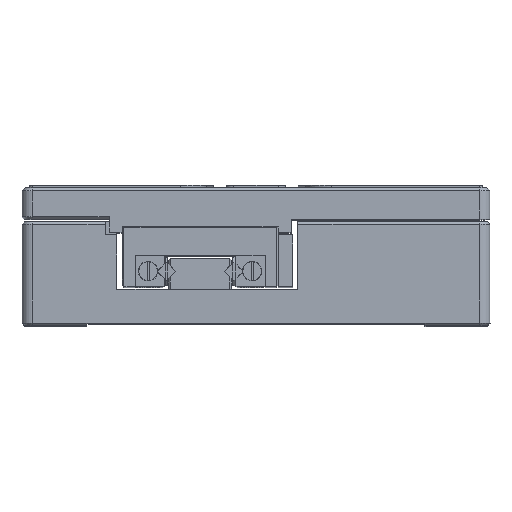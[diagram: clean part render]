
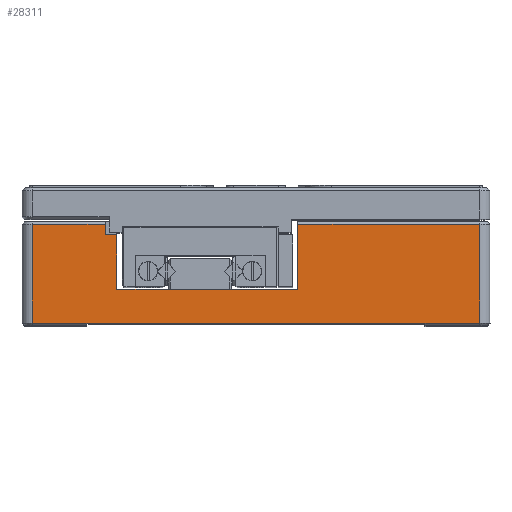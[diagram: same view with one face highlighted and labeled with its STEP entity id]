
A CAD part, top view. The second image highlights one B-rep face of the part: STEP entity #28311.
In plain terms, the highlighted planar face has unit normal (0, 0, 1).
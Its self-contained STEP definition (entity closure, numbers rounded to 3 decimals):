
#1756 = ORIENTED_EDGE ( 'NONE', *, *, #35261, .T. ) ;
#1765 = DIRECTION ( 'NONE',  ( -1., 0., 0. ) ) ;
#2307 = EDGE_CURVE ( 'NONE', #24875, #19772, #19514, .T. ) ;
#2358 = EDGE_CURVE ( 'NONE', #16629, #17536, #23925, .T. ) ;
#3058 = VECTOR ( 'NONE', #14890, 1000. ) ;
#3091 = CARTESIAN_POINT ( 'NONE',  ( 0., -19.5, 45. ) ) ;
#3762 = DIRECTION ( 'NONE',  ( -1., 0., 0. ) ) ;
#3933 = CARTESIAN_POINT ( 'NONE',  ( 43., 0., 45. ) ) ;
#4379 = CARTESIAN_POINT ( 'NONE',  ( 8.05, -13., 45. ) ) ;
#4411 = VECTOR ( 'NONE', #7037, 1000. ) ;
#4914 = VERTEX_POINT ( 'NONE', #17339 ) ;
#5324 = DIRECTION ( 'NONE',  ( 0., 1., 0. ) ) ;
#5564 = CARTESIAN_POINT ( 'NONE',  ( -45., -19.5, 45. ) ) ;
#6200 = DIRECTION ( 'NONE',  ( -1., 0., 0. ) ) ;
#7023 = CARTESIAN_POINT ( 'NONE',  ( -43., 0., 45. ) ) ;
#7037 = DIRECTION ( 'NONE',  ( 0., 1., 0. ) ) ;
#7575 = LINE ( 'NONE', #21148, #38564 ) ;
#7752 = ORIENTED_EDGE ( 'NONE', *, *, #36384, .T. ) ;
#7910 = VERTEX_POINT ( 'NONE', #8457 ) ;
#8358 = ORIENTED_EDGE ( 'NONE', *, *, #12357, .F. ) ;
#8457 = CARTESIAN_POINT ( 'NONE',  ( 43., -19.5, 45. ) ) ;
#8911 = ORIENTED_EDGE ( 'NONE', *, *, #38842, .T. ) ;
#9244 = CARTESIAN_POINT ( 'NONE',  ( -45., -19.5, 45. ) ) ;
#9336 = ORIENTED_EDGE ( 'NONE', *, *, #20270, .T. ) ;
#9575 = ORIENTED_EDGE ( 'NONE', *, *, #19278, .T. ) ;
#9845 = CARTESIAN_POINT ( 'NONE',  ( -45., -13., 45. ) ) ;
#10347 = VECTOR ( 'NONE', #20462, 1000. ) ;
#12357 = EDGE_CURVE ( 'NONE', #32455, #18099, #18139, .T. ) ;
#12545 = VECTOR ( 'NONE', #1765, 1000. ) ;
#12585 = VERTEX_POINT ( 'NONE', #16719 ) ;
#13915 = VECTOR ( 'NONE', #25607, 1000. ) ;
#14269 = CARTESIAN_POINT ( 'NONE',  ( -45., -0.5, 45. ) ) ;
#14524 = CARTESIAN_POINT ( 'NONE',  ( -45., -0.5, 45. ) ) ;
#14890 = DIRECTION ( 'NONE',  ( 1., 0., 0. ) ) ;
#15382 = CARTESIAN_POINT ( 'NONE',  ( -45., 0., 45. ) ) ;
#15661 = VECTOR ( 'NONE', #5324, 1000. ) ;
#15870 = LINE ( 'NONE', #7023, #13915 ) ;
#16629 = VERTEX_POINT ( 'NONE', #22698 ) ;
#16719 = CARTESIAN_POINT ( 'NONE',  ( 43., -0.5, 45. ) ) ;
#16952 = VECTOR ( 'NONE', #3762, 1000. ) ;
#17158 = VECTOR ( 'NONE', #6200, 1000. ) ;
#17339 = CARTESIAN_POINT ( 'NONE',  ( -43., -0.5, 45. ) ) ;
#17363 = CARTESIAN_POINT ( 'NONE',  ( 8.05, 0., 45. ) ) ;
#17536 = VERTEX_POINT ( 'NONE', #35939 ) ;
#17803 = ORIENTED_EDGE ( 'NONE', *, *, #23648, .T. ) ;
#18099 = VERTEX_POINT ( 'NONE', #29942 ) ;
#18139 = LINE ( 'NONE', #3091, #17158 ) ;
#18480 = DIRECTION ( 'NONE',  ( 1., 0., 0. ) ) ;
#18645 = CARTESIAN_POINT ( 'NONE',  ( -29., -2.5, 45. ) ) ;
#19278 = EDGE_CURVE ( 'NONE', #20372, #18099, #35499, .T. ) ;
#19296 = CARTESIAN_POINT ( 'NONE',  ( 32.5, -19.5, 45. ) ) ;
#19447 = ORIENTED_EDGE ( 'NONE', *, *, #21947, .T. ) ;
#19514 = LINE ( 'NONE', #17363, #10347 ) ;
#19772 = VERTEX_POINT ( 'NONE', #4379 ) ;
#20222 = LINE ( 'NONE', #14269, #28499 ) ;
#20270 = EDGE_CURVE ( 'NONE', #7910, #12585, #29133, .T. ) ;
#20372 = VERTEX_POINT ( 'NONE', #26029 ) ;
#20462 = DIRECTION ( 'NONE',  ( 0., -1., 0. ) ) ;
#20743 = VERTEX_POINT ( 'NONE', #18645 ) ;
#21020 = CARTESIAN_POINT ( 'NONE',  ( 8.05, -0.5, 45. ) ) ;
#21120 = FACE_OUTER_BOUND ( 'NONE', #30324, .T. ) ;
#21148 = CARTESIAN_POINT ( 'NONE',  ( -29., 0., 45. ) ) ;
#21679 = DIRECTION ( 'NONE',  ( 1., 0., 0. ) ) ;
#21947 = EDGE_CURVE ( 'NONE', #17536, #20743, #37242, .T. ) ;
#22470 = ORIENTED_EDGE ( 'NONE', *, *, #2358, .T. ) ;
#22640 = ORIENTED_EDGE ( 'NONE', *, *, #2307, .T. ) ;
#22698 = CARTESIAN_POINT ( 'NONE',  ( -26.75, -13., 45. ) ) ;
#22969 = AXIS2_PLACEMENT_3D ( 'NONE', #15382, #37047, #18480 ) ;
#23100 = VECTOR ( 'NONE', #27013, 1000. ) ;
#23187 = ORIENTED_EDGE ( 'NONE', *, *, #36290, .T. ) ;
#23648 = EDGE_CURVE ( 'NONE', #4914, #20372, #15870, .T. ) ;
#23888 = CARTESIAN_POINT ( 'NONE',  ( -26.75, 0., 45. ) ) ;
#23925 = LINE ( 'NONE', #23888, #15661 ) ;
#24608 = CARTESIAN_POINT ( 'NONE',  ( -29., -0.5, 45. ) ) ;
#24875 = VERTEX_POINT ( 'NONE', #21020 ) ;
#25228 = LINE ( 'NONE', #9845, #16952 ) ;
#25607 = DIRECTION ( 'NONE',  ( 0., -1., 0. ) ) ;
#26029 = CARTESIAN_POINT ( 'NONE',  ( -43., -19.5, 45. ) ) ;
#27013 = DIRECTION ( 'NONE',  ( -1., 0., 0. ) ) ;
#27284 = VECTOR ( 'NONE', #21679, 1000. ) ;
#27731 = PLANE ( 'NONE',  #22969 ) ;
#27779 = LINE ( 'NONE', #5564, #3058 ) ;
#28311 = ADVANCED_FACE ( 'NONE', ( #21120 ), #27731, .T. ) ;
#28499 = VECTOR ( 'NONE', #35947, 1000. ) ;
#29133 = LINE ( 'NONE', #3933, #4411 ) ;
#29942 = CARTESIAN_POINT ( 'NONE',  ( -32.5, -19.5, 45. ) ) ;
#30324 = EDGE_LOOP ( 'NONE', ( #22470, #19447, #7752, #1756, #17803, #9575, #8358, #8911, #9336, #23187, #22640, #37120 ) ) ;
#32407 = EDGE_CURVE ( 'NONE', #19772, #16629, #25228, .T. ) ;
#32455 = VERTEX_POINT ( 'NONE', #19296 ) ;
#32477 = CARTESIAN_POINT ( 'NONE',  ( -45., -2.5, 45. ) ) ;
#33293 = LINE ( 'NONE', #14524, #23100 ) ;
#35261 = EDGE_CURVE ( 'NONE', #35888, #4914, #20222, .T. ) ;
#35499 = LINE ( 'NONE', #9244, #27284 ) ;
#35888 = VERTEX_POINT ( 'NONE', #24608 ) ;
#35939 = CARTESIAN_POINT ( 'NONE',  ( -26.75, -2.5, 45. ) ) ;
#35947 = DIRECTION ( 'NONE',  ( -1., 0., 0. ) ) ;
#36290 = EDGE_CURVE ( 'NONE', #12585, #24875, #33293, .T. ) ;
#36384 = EDGE_CURVE ( 'NONE', #20743, #35888, #7575, .T. ) ;
#37047 = DIRECTION ( 'NONE',  ( 0., 0., 1. ) ) ;
#37120 = ORIENTED_EDGE ( 'NONE', *, *, #32407, .T. ) ;
#37242 = LINE ( 'NONE', #32477, #12545 ) ;
#38564 = VECTOR ( 'NONE', #39694, 1000. ) ;
#38842 = EDGE_CURVE ( 'NONE', #32455, #7910, #27779, .T. ) ;
#39694 = DIRECTION ( 'NONE',  ( 0., 1., 0. ) ) ;
